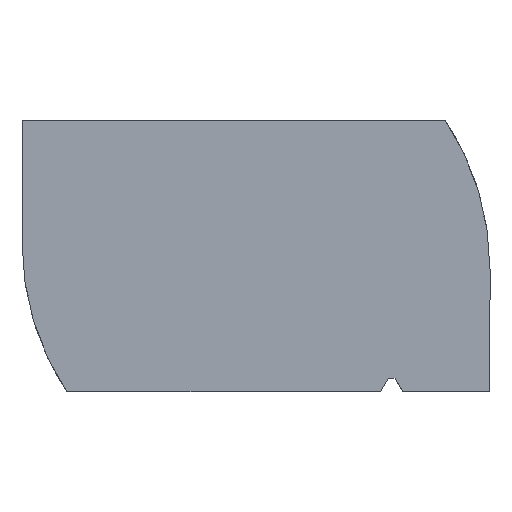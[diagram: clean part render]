
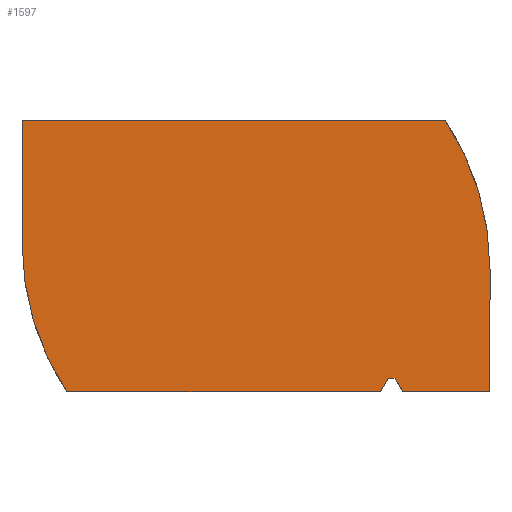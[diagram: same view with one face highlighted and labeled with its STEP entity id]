
A CAD part, front view. The second image highlights one B-rep face of the part: STEP entity #1597.
In plain terms, the highlighted planar face has unit normal (0, -1, 0).
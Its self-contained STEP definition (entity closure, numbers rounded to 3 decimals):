
#3 = EDGE_CURVE ( 'NONE', #620, #743, #979, .T. ) ;
#11 = AXIS2_PLACEMENT_3D ( 'NONE', #1340, #178, #1348 ) ;
#14 = ORIENTED_EDGE ( 'NONE', *, *, #1468, .F. ) ;
#16 = VECTOR ( 'NONE', #86, 1000. ) ;
#27 = ORIENTED_EDGE ( 'NONE', *, *, #1033, .F. ) ;
#38 = EDGE_CURVE ( 'NONE', #780, #1292, #1254, .T. ) ;
#78 = VECTOR ( 'NONE', #123, 1000. ) ;
#79 = CARTESIAN_POINT ( 'NONE',  ( -17.25, 0., 10. ) ) ;
#83 = EDGE_CURVE ( 'NONE', #1611, #780, #432, .T. ) ;
#86 = DIRECTION ( 'NONE',  ( -1., 0., 0. ) ) ;
#100 = AXIS2_PLACEMENT_3D ( 'NONE', #265, #1168, #881 ) ;
#113 = LINE ( 'NONE', #1037, #1582 ) ;
#115 = CARTESIAN_POINT ( 'NONE',  ( 17.25, 0., -1. ) ) ;
#122 = VERTEX_POINT ( 'NONE', #615 ) ;
#123 = DIRECTION ( 'NONE',  ( 0.5, 0., -0.866 ) ) ;
#153 = CARTESIAN_POINT ( 'NONE',  ( 9.75, 0., -9. ) ) ;
#178 = DIRECTION ( 'NONE',  ( 0., -1., 0. ) ) ;
#181 = LINE ( 'NONE', #153, #894 ) ;
#187 = VECTOR ( 'NONE', #872, 1000. ) ;
#207 = EDGE_CURVE ( 'NONE', #743, #610, #359, .T. ) ;
#221 = DIRECTION ( 'NONE',  ( 1., 0., 0. ) ) ;
#224 = VECTOR ( 'NONE', #458, 1000. ) ;
#264 = LINE ( 'NONE', #1414, #78 ) ;
#265 = CARTESIAN_POINT ( 'NONE',  ( -2.75, 0., -1. ) ) ;
#329 = DIRECTION ( 'NONE',  ( 0., 0., 1. ) ) ;
#354 = CIRCLE ( 'NONE', #100, 20. ) ;
#359 = LINE ( 'NONE', #933, #16 ) ;
#432 = CIRCLE ( 'NONE', #1607, 20. ) ;
#458 = DIRECTION ( 'NONE',  ( 0., 0., -1. ) ) ;
#470 = LINE ( 'NONE', #980, #187 ) ;
#476 = CARTESIAN_POINT ( 'NONE',  ( 2.75, 0., 1. ) ) ;
#503 = CARTESIAN_POINT ( 'NONE',  ( 13.953, 0., 10. ) ) ;
#556 = CARTESIAN_POINT ( 'NONE',  ( 17.25, 0., -10. ) ) ;
#567 = PLANE ( 'NONE',  #11 ) ;
#593 = LINE ( 'NONE', #1654, #1053 ) ;
#602 = EDGE_CURVE ( 'NONE', #1562, #610, #264, .T. ) ;
#610 = VERTEX_POINT ( 'NONE', #1571 ) ;
#615 = CARTESIAN_POINT ( 'NONE',  ( 9.173, 0., -10. ) ) ;
#620 = VERTEX_POINT ( 'NONE', #115 ) ;
#699 = ORIENTED_EDGE ( 'NONE', *, *, #602, .T. ) ;
#707 = ORIENTED_EDGE ( 'NONE', *, *, #83, .F. ) ;
#736 = ORIENTED_EDGE ( 'NONE', *, *, #3, .F. ) ;
#743 = VERTEX_POINT ( 'NONE', #556 ) ;
#780 = VERTEX_POINT ( 'NONE', #958 ) ;
#813 = ORIENTED_EDGE ( 'NONE', *, *, #918, .T. ) ;
#855 = CARTESIAN_POINT ( 'NONE',  ( -17.25, 0., 10. ) ) ;
#861 = CARTESIAN_POINT ( 'NONE',  ( 17.25, 0., -1. ) ) ;
#872 = DIRECTION ( 'NONE',  ( -1., 0., 0. ) ) ;
#881 = DIRECTION ( 'NONE',  ( 0., 0., -1. ) ) ;
#894 = VECTOR ( 'NONE', #1063, 1000. ) ;
#918 = EDGE_CURVE ( 'NONE', #1555, #1562, #593, .T. ) ;
#933 = CARTESIAN_POINT ( 'NONE',  ( -13.953, 0., -10. ) ) ;
#934 = FACE_OUTER_BOUND ( 'NONE', #1017, .T. ) ;
#958 = CARTESIAN_POINT ( 'NONE',  ( -17.25, 0., 1. ) ) ;
#979 = LINE ( 'NONE', #861, #224 ) ;
#980 = CARTESIAN_POINT ( 'NONE',  ( -13.953, 0., -10. ) ) ;
#992 = DIRECTION ( 'NONE',  ( 0., 0., -1. ) ) ;
#1015 = DIRECTION ( 'NONE',  ( 1., 0., 0. ) ) ;
#1017 = EDGE_LOOP ( 'NONE', ( #699, #1632, #736, #14, #27, #1431, #707, #1379, #1114, #813 ) ) ;
#1033 = EDGE_CURVE ( 'NONE', #1292, #1383, #113, .T. ) ;
#1037 = CARTESIAN_POINT ( 'NONE',  ( -17.25, 0., 10. ) ) ;
#1053 = VECTOR ( 'NONE', #221, 1000. ) ;
#1054 = CARTESIAN_POINT ( 'NONE',  ( 9.75, 0., -9. ) ) ;
#1063 = DIRECTION ( 'NONE',  ( 0.5, 0., 0.866 ) ) ;
#1068 = CARTESIAN_POINT ( 'NONE',  ( 10.25, 0., -9. ) ) ;
#1114 = ORIENTED_EDGE ( 'NONE', *, *, #1211, .T. ) ;
#1139 = VECTOR ( 'NONE', #329, 1000. ) ;
#1168 = DIRECTION ( 'NONE',  ( 0., 1., 0. ) ) ;
#1211 = EDGE_CURVE ( 'NONE', #122, #1555, #181, .T. ) ;
#1213 = CARTESIAN_POINT ( 'NONE',  ( -13.953, 0., -10. ) ) ;
#1254 = LINE ( 'NONE', #79, #1139 ) ;
#1277 = EDGE_CURVE ( 'NONE', #122, #1611, #470, .T. ) ;
#1292 = VERTEX_POINT ( 'NONE', #855 ) ;
#1340 = CARTESIAN_POINT ( 'NONE',  ( 2.75, 0., 1. ) ) ;
#1348 = DIRECTION ( 'NONE',  ( 0., 0., -1. ) ) ;
#1379 = ORIENTED_EDGE ( 'NONE', *, *, #1277, .F. ) ;
#1383 = VERTEX_POINT ( 'NONE', #503 ) ;
#1414 = CARTESIAN_POINT ( 'NONE',  ( 10.827, 0., -10. ) ) ;
#1431 = ORIENTED_EDGE ( 'NONE', *, *, #38, .F. ) ;
#1468 = EDGE_CURVE ( 'NONE', #1383, #620, #354, .T. ) ;
#1521 = DIRECTION ( 'NONE',  ( 0., 1., 0. ) ) ;
#1555 = VERTEX_POINT ( 'NONE', #1054 ) ;
#1562 = VERTEX_POINT ( 'NONE', #1068 ) ;
#1571 = CARTESIAN_POINT ( 'NONE',  ( 10.827, 0., -10. ) ) ;
#1582 = VECTOR ( 'NONE', #1015, 1000. ) ;
#1597 = ADVANCED_FACE ( 'NONE', ( #934 ), #567, .T. ) ;
#1607 = AXIS2_PLACEMENT_3D ( 'NONE', #476, #1521, #992 ) ;
#1611 = VERTEX_POINT ( 'NONE', #1213 ) ;
#1632 = ORIENTED_EDGE ( 'NONE', *, *, #207, .F. ) ;
#1654 = CARTESIAN_POINT ( 'NONE',  ( 10.25, 0., -9. ) ) ;
